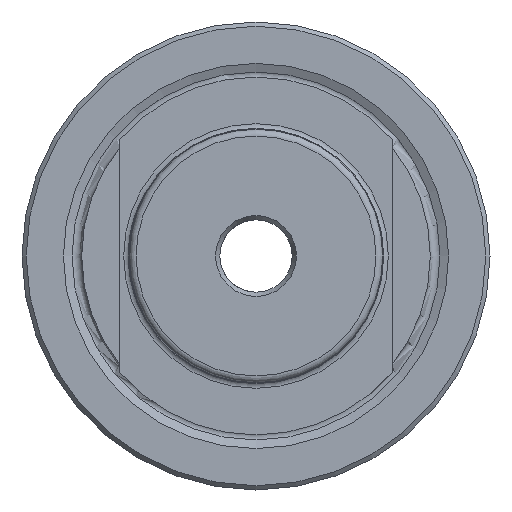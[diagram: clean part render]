
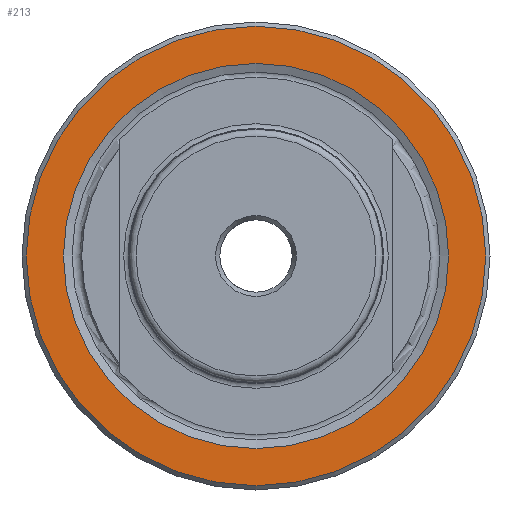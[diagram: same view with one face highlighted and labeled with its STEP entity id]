
A CAD part, left-side view. The second image highlights one B-rep face of the part: STEP entity #213.
In plain terms, the highlighted planar face has unit normal (-1, 0, 0).
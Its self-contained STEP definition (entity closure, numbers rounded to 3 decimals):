
#213 = ADVANCED_FACE ( 'NONE', ( #569, #2089 ), #596, .F. ) ;
#394 = CARTESIAN_POINT ( 'NONE',  ( 30., 0., 22.632 ) ) ;
#413 = EDGE_LOOP ( 'NONE', ( #2159 ) ) ;
#519 = ORIENTED_EDGE ( 'NONE', *, *, #2695, .F. ) ;
#569 = FACE_BOUND ( 'NONE', #1757, .T. ) ;
#596 = PLANE ( 'NONE',  #1928 ) ;
#626 = AXIS2_PLACEMENT_3D ( 'NONE', #2058, #1869, #836 ) ;
#696 = CARTESIAN_POINT ( 'NONE',  ( 30., 0., 27. ) ) ;
#836 = DIRECTION ( 'NONE',  ( 0., 0., 1. ) ) ;
#950 = DIRECTION ( 'NONE',  ( -1., 0., 0. ) ) ;
#969 = AXIS2_PLACEMENT_3D ( 'NONE', #2193, #950, #2208 ) ;
#1101 = VERTEX_POINT ( 'NONE', #696 ) ;
#1219 = DIRECTION ( 'NONE',  ( 0., 0., -1. ) ) ;
#1261 = VERTEX_POINT ( 'NONE', #2549 ) ;
#1757 = EDGE_LOOP ( 'NONE', ( #519 ) ) ;
#1789 = CIRCLE ( 'NONE', #969, 27. ) ;
#1845 = DIRECTION ( 'NONE',  ( 1., 0., 0. ) ) ;
#1869 = DIRECTION ( 'NONE',  ( -1., 0., 0. ) ) ;
#1928 = AXIS2_PLACEMENT_3D ( 'NONE', #394, #1845, #1219 ) ;
#2054 = EDGE_CURVE ( 'NONE', #1101, #1101, #1789, .T. ) ;
#2058 = CARTESIAN_POINT ( 'NONE',  ( 30., 0., 0. ) ) ;
#2089 = FACE_OUTER_BOUND ( 'NONE', #413, .T. ) ;
#2159 = ORIENTED_EDGE ( 'NONE', *, *, #2054, .T. ) ;
#2193 = CARTESIAN_POINT ( 'NONE',  ( 30., 0., 0. ) ) ;
#2208 = DIRECTION ( 'NONE',  ( 0., 0., 1. ) ) ;
#2549 = CARTESIAN_POINT ( 'NONE',  ( 30., 0., 22.632 ) ) ;
#2556 = CIRCLE ( 'NONE', #626, 22.632 ) ;
#2695 = EDGE_CURVE ( 'NONE', #1261, #1261, #2556, .T. ) ;
